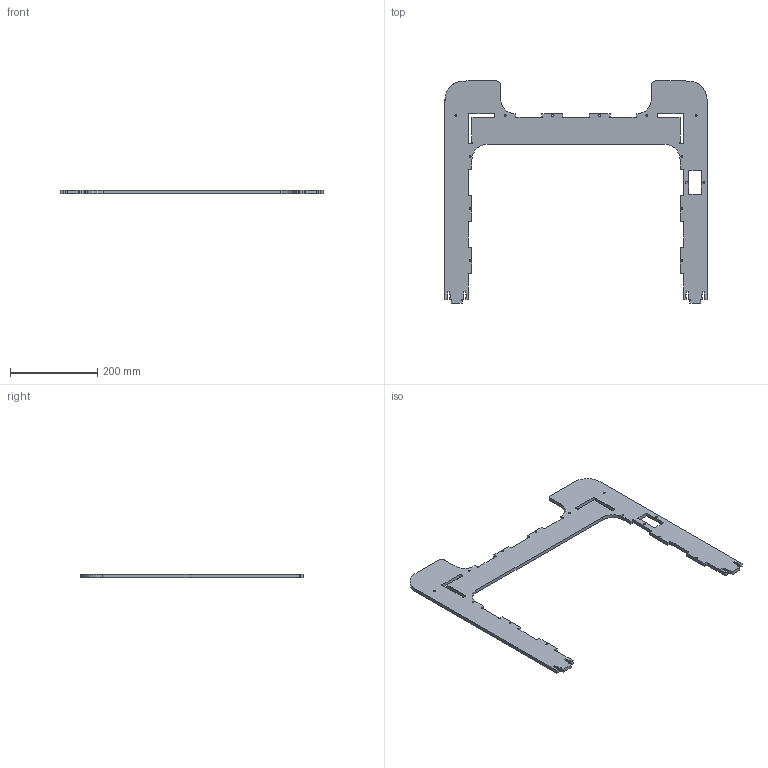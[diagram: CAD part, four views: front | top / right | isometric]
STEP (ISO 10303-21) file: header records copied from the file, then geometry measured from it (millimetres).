
FILE_DESCRIPTION(/* description */ (''),/* implementation_level */ '2;1');
FILE_NAME(/* name */ 'XZ2-plate-IIIS-rev2_8mm v1.step',/* time_stamp */ '2019-03-03T15:42:59+01:00',/* author */ ('emytass'),/* organization */ (''),/* preprocessor_version */ 'ST-DEVELOPER v17.2',/* originating_system */ 'Autodesk Translation Framework v7.6.0.251',/* authorisation */ '');
FILE_SCHEMA (('AUTOMOTIVE_DESIGN { 1 0 10303 214 3 1 1 }'));
Length unit declared in the file: millimetre
Products named in the file (1): XZ2-plate-IIIS-rev2_8mm
Bounding box: 600 x 508 x 8 mm (x, y, z)
Volume: 778482.3 mm3; surface area: 227746 mm2
Topology: 1 solids, 1 shells, 171 faces, 507 edges, 338 vertices
Faces by surface type: plane 119, cylinder 50, bspline 2
Full cylindrical faces by diameter (mm): 4 x14
Entity records: 5953 total; most frequent: CARTESIAN_POINT 1191, ORIENTED_EDGE 1014, DIRECTION 939, EDGE_CURVE 507, LINE 399, VECTOR 399, VERTEX_POINT 338, AXIS2_PLACEMENT_3D 270
